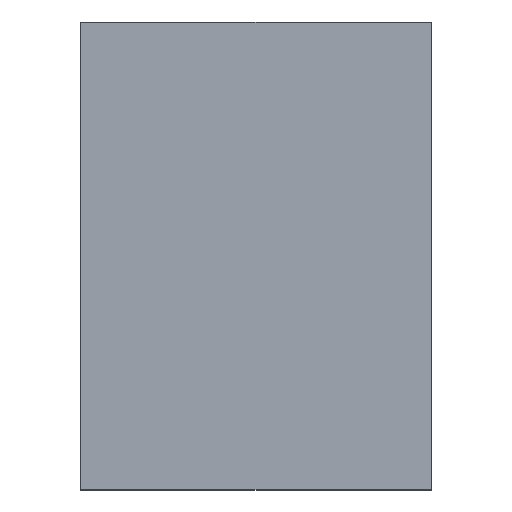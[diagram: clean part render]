
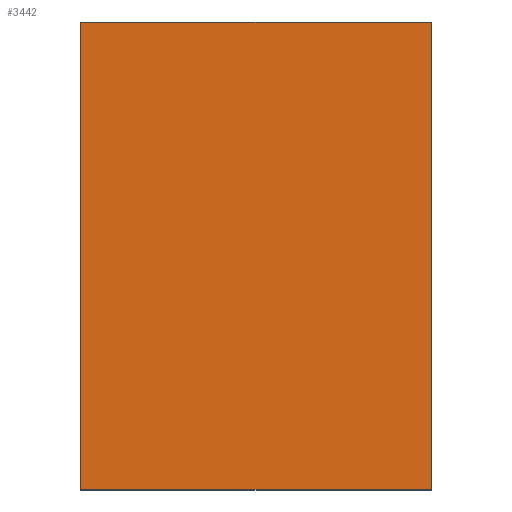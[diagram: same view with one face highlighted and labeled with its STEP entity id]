
A CAD part, top view. The second image highlights one B-rep face of the part: STEP entity #3442.
In plain terms, the highlighted face is planar.
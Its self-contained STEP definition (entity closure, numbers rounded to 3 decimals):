
#2642=DIRECTION('',(0.,0.,1.));
#2643=VECTOR('',#2642,1.5);
#2644=CARTESIAN_POINT('',(-1.,0.875,-0.75));
#2645=LINE('',#2644,#2643);
#2649=DIRECTION('',(-1.,0.,0.));
#2650=VECTOR('',#2649,2.);
#2651=CARTESIAN_POINT('',(1.,0.875,-0.75));
#2652=LINE('',#2651,#2650);
#2656=DIRECTION('',(0.,0.,-1.));
#2657=VECTOR('',#2656,1.5);
#2658=CARTESIAN_POINT('',(1.,0.875,0.75));
#2659=LINE('',#2658,#2657);
#2663=DIRECTION('',(1.,0.,0.));
#2664=VECTOR('',#2663,2.);
#2665=CARTESIAN_POINT('',(-1.,0.875,0.75));
#2666=LINE('',#2665,#2664);
#2903=CARTESIAN_POINT('',(-1.,0.875,-0.75));
#2904=CARTESIAN_POINT('',(-1.,0.875,0.75));
#2905=VERTEX_POINT('',#2903);
#2906=VERTEX_POINT('',#2904);
#2907=CARTESIAN_POINT('',(1.,0.875,0.75));
#2908=VERTEX_POINT('',#2907);
#2909=CARTESIAN_POINT('',(1.,0.875,-0.75));
#2910=VERTEX_POINT('',#2909);
#3431=CARTESIAN_POINT('',(0.,0.875,0.));
#3432=DIRECTION('',(0.,1.,0.));
#3433=DIRECTION('',(1.,0.,0.));
#3434=AXIS2_PLACEMENT_3D('',#3431,#3432,#3433);
#3435=PLANE('',#3434);
#3436=ORIENTED_EDGE('',*,*,#3404,.F.);
#3437=ORIENTED_EDGE('',*,*,#3222,.F.);
#3438=ORIENTED_EDGE('',*,*,#3356,.F.);
#3439=ORIENTED_EDGE('',*,*,#3370,.F.);
#3440=EDGE_LOOP('',(#3436,#3437,#3438,#3439));
#3441=FACE_OUTER_BOUND('',#3440,.F.);
#3222=EDGE_CURVE('',#2910,#2905,#2652,.T.);
#3356=EDGE_CURVE('',#2908,#2910,#2659,.T.);
#3370=EDGE_CURVE('',#2906,#2908,#2666,.T.);
#3404=EDGE_CURVE('',#2905,#2906,#2645,.T.);
#3442=ADVANCED_FACE('',(#3441),#3435,.T.);
